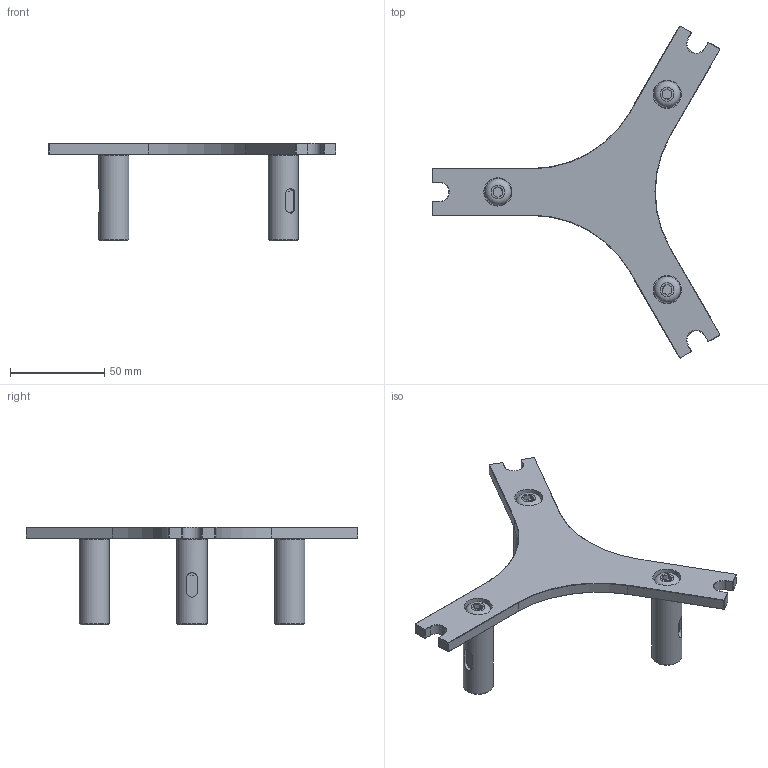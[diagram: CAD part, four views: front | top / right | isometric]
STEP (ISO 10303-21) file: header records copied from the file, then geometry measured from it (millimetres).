
FILE_DESCRIPTION(/* description */ ('PRESSORE PZP 200'),/* implementation_level */ '2;1');
FILE_NAME(/* name */ 'PZP-200-P.stp',/* time_stamp */ '2019-11-04T14:19:11+01:00',/* author */ ('Tecnico'),/* organization */ (''),/* preprocessor_version */ 'ST-DEVELOPER v17',/* originating_system */ 'Autodesk Inventor 2019',/* authorisation */ '');
FILE_SCHEMA (('AUTOMOTIVE_DESIGN { 1 0 10303 214 3 1 1 }'));
Length unit declared in the file: millimetre
Products named in the file (4): PZP-200-P; PZP-200-PRESSORE; ISO 7380-1 - M8 x 12; PZP-200-PERNO PRESSORE
Assembly tree (7 placements, depth 2):
  PZP-200-P
    PZP-200-PRESSORE
    ISO 7380-1 - M8 x 12  x3
    PZP-200-PERNO PRESSORE  x3
Bounding box: 153.08 x 176.54 x 51.9 mm (x, y, z)
Volume: 61439.5 mm3; surface area: 32607.9 mm2
Topology: 7 solids, 7 shells, 200 faces, 507 edges, 339 vertices
Faces by surface type: plane 122, cylinder 39, cone 33, torus 6
Full cylindrical faces by diameter (mm): 6.647 x3, 8 x3, 8.4 x3, 10.6 x3, 11 x3, 11.2 x3, 14 x3, 15 x3, 16 x3
Entity records: 4163 total; most frequent: CARTESIAN_POINT 747, DIRECTION 686, ORIENTED_EDGE 670, EDGE_CURVE 335, LINE 244, VECTOR 244, VERTEX_POINT 221, AXIS2_PLACEMENT_3D 221
